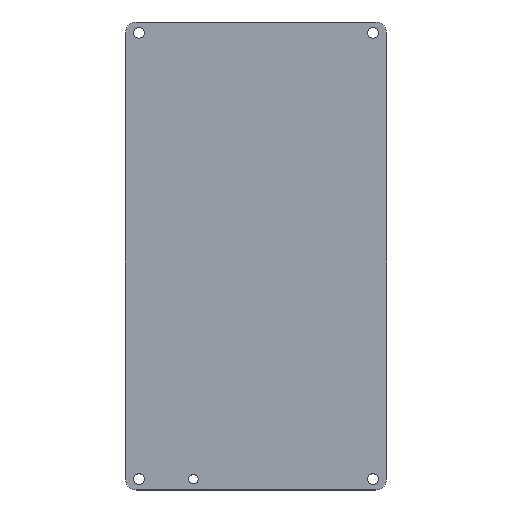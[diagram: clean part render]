
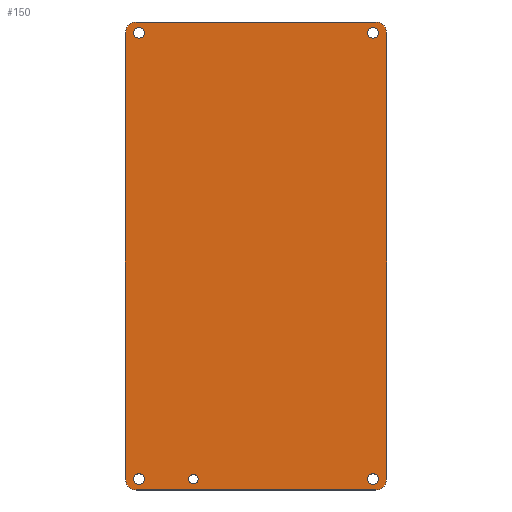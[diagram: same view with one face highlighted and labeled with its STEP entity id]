
A CAD part, top view. The second image highlights one B-rep face of the part: STEP entity #150.
In plain terms, the highlighted planar face has unit normal (0, 0, 1).
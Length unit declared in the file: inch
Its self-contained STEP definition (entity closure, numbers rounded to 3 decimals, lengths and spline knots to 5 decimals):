
#8 = CARTESIAN_POINT ( 'NONE',  ( -2.75, 5.375, 0. ) ) ;
#11 = CARTESIAN_POINT ( 'NONE',  ( -1.4375, -5.125, 0. ) ) ;
#12 = ORIENTED_EDGE ( 'NONE', *, *, #18, .T. ) ;
#16 = EDGE_LOOP ( 'NONE', ( #82 ) ) ;
#18 = EDGE_CURVE ( 'NONE', #145, #145, #275, .T. ) ;
#19 = DIRECTION ( 'NONE',  ( 1., 0., 0. ) ) ;
#22 = LINE ( 'NONE', #534, #542 ) ;
#26 = VERTEX_POINT ( 'NONE', #188 ) ;
#38 = EDGE_CURVE ( 'NONE', #408, #408, #87, .T. ) ;
#42 = VERTEX_POINT ( 'NONE', #143 ) ;
#45 = DIRECTION ( 'NONE',  ( 0., -1., 0. ) ) ;
#46 = ORIENTED_EDGE ( 'NONE', *, *, #467, .T. ) ;
#49 = EDGE_CURVE ( 'NONE', #250, #42, #22, .T. ) ;
#50 = DIRECTION ( 'NONE',  ( 0., 0., 1. ) ) ;
#57 = VERTEX_POINT ( 'NONE', #140 ) ;
#58 = AXIS2_PLACEMENT_3D ( 'NONE', #436, #85, #208 ) ;
#64 = CARTESIAN_POINT ( 'NONE',  ( -2.75, -5.375, 0. ) ) ;
#75 = CARTESIAN_POINT ( 'NONE',  ( 2.75, 5.375, 0. ) ) ;
#78 = LINE ( 'NONE', #240, #210 ) ;
#80 = VECTOR ( 'NONE', #45, 39.37008 ) ;
#82 = ORIENTED_EDGE ( 'NONE', *, *, #38, .T. ) ;
#83 = CARTESIAN_POINT ( 'NONE',  ( -2.75, 5.125, 0. ) ) ;
#85 = DIRECTION ( 'NONE',  ( 0., 0., -1. ) ) ;
#86 = ORIENTED_EDGE ( 'NONE', *, *, #126, .T. ) ;
#87 = CIRCLE ( 'NONE', #401, 0.125 ) ;
#96 = CARTESIAN_POINT ( 'NONE',  ( -3., 5.125, 0. ) ) ;
#98 = CARTESIAN_POINT ( 'NONE',  ( -2.5625, 5.125, 0. ) ) ;
#101 = CARTESIAN_POINT ( 'NONE',  ( -2.75, -5.125, 0. ) ) ;
#102 = CARTESIAN_POINT ( 'NONE',  ( 0., 0., 0. ) ) ;
#104 = CARTESIAN_POINT ( 'NONE',  ( 2.8125, 5.125, 0. ) ) ;
#105 = PLANE ( 'NONE',  #183 ) ;
#107 = CARTESIAN_POINT ( 'NONE',  ( -1.32838, -5.125, 0. ) ) ;
#109 = FACE_BOUND ( 'NONE', #289, .T. ) ;
#111 = AXIS2_PLACEMENT_3D ( 'NONE', #101, #310, #19 ) ;
#115 = AXIS2_PLACEMENT_3D ( 'NONE', #83, #195, #201 ) ;
#125 = CARTESIAN_POINT ( 'NONE',  ( 2.6875, -5.125, 0. ) ) ;
#126 = EDGE_CURVE ( 'NONE', #57, #134, #293, .T. ) ;
#127 = DIRECTION ( 'NONE',  ( 0., 0., 1. ) ) ;
#128 = EDGE_LOOP ( 'NONE', ( #335 ) ) ;
#134 = VERTEX_POINT ( 'NONE', #64 ) ;
#136 = DIRECTION ( 'NONE',  ( 1., 0., 0. ) ) ;
#140 = CARTESIAN_POINT ( 'NONE',  ( -3., -5.125, 0. ) ) ;
#143 = CARTESIAN_POINT ( 'NONE',  ( 3., 5.125, 0. ) ) ;
#145 = VERTEX_POINT ( 'NONE', #229 ) ;
#146 = FACE_BOUND ( 'NONE', #16, .T. ) ;
#147 = VERTEX_POINT ( 'NONE', #104 ) ;
#150 = ADVANCED_FACE ( 'NONE', ( #359, #109, #536, #146, #362, #490 ), #105, .T. ) ;
#153 = AXIS2_PLACEMENT_3D ( 'NONE', #125, #338, #294 ) ;
#167 = LINE ( 'NONE', #216, #499 ) ;
#175 = EDGE_CURVE ( 'NONE', #147, #147, #496, .T. ) ;
#180 = LINE ( 'NONE', #290, #80 ) ;
#181 = ORIENTED_EDGE ( 'NONE', *, *, #49, .T. ) ;
#183 = AXIS2_PLACEMENT_3D ( 'NONE', #102, #453, #449 ) ;
#188 = CARTESIAN_POINT ( 'NONE',  ( -2.5625, -5.125, 0. ) ) ;
#195 = DIRECTION ( 'NONE',  ( 0., 0., 1. ) ) ;
#201 = DIRECTION ( 'NONE',  ( 1., 0., 0. ) ) ;
#202 = ORIENTED_EDGE ( 'NONE', *, *, #382, .T. ) ;
#208 = DIRECTION ( 'NONE',  ( 1., 0., 0. ) ) ;
#210 = VECTOR ( 'NONE', #235, 39.37008 ) ;
#214 = DIRECTION ( 'NONE',  ( 0., 0., -1. ) ) ;
#216 = CARTESIAN_POINT ( 'NONE',  ( 0., 5.375, 0. ) ) ;
#222 = EDGE_CURVE ( 'NONE', #511, #515, #384, .T. ) ;
#229 = CARTESIAN_POINT ( 'NONE',  ( 2.8125, -5.125, 0. ) ) ;
#235 = DIRECTION ( 'NONE',  ( 1., 0., 0. ) ) ;
#240 = CARTESIAN_POINT ( 'NONE',  ( 0., -5.375, 0. ) ) ;
#243 = DIRECTION ( 'NONE',  ( 1., 0., 0. ) ) ;
#244 = ORIENTED_EDGE ( 'NONE', *, *, #541, .T. ) ;
#250 = VERTEX_POINT ( 'NONE', #377 ) ;
#252 = CARTESIAN_POINT ( 'NONE',  ( 2.75, 5.125, 0. ) ) ;
#253 = CARTESIAN_POINT ( 'NONE',  ( -2.6875, 5.125, 0. ) ) ;
#260 = VERTEX_POINT ( 'NONE', #75 ) ;
#261 = DIRECTION ( 'NONE',  ( 1., 0., 0. ) ) ;
#270 = DIRECTION ( 'NONE',  ( 0., 0., -1. ) ) ;
#275 = CIRCLE ( 'NONE', #153, 0.125 ) ;
#279 = AXIS2_PLACEMENT_3D ( 'NONE', #315, #329, #243 ) ;
#281 = ORIENTED_EDGE ( 'NONE', *, *, #451, .T. ) ;
#287 = CIRCLE ( 'NONE', #58, 0.125 ) ;
#289 = EDGE_LOOP ( 'NONE', ( #281 ) ) ;
#290 = CARTESIAN_POINT ( 'NONE',  ( -3., 0., 0. ) ) ;
#293 = CIRCLE ( 'NONE', #111, 0.25 ) ;
#294 = DIRECTION ( 'NONE',  ( 1., 0., 0. ) ) ;
#295 = EDGE_CURVE ( 'NONE', #134, #425, #78, .T. ) ;
#298 = ORIENTED_EDGE ( 'NONE', *, *, #295, .T. ) ;
#308 = AXIS2_PLACEMENT_3D ( 'NONE', #252, #50, #383 ) ;
#310 = DIRECTION ( 'NONE',  ( 0., 0., 1. ) ) ;
#315 = CARTESIAN_POINT ( 'NONE',  ( 2.6875, 5.125, 0. ) ) ;
#329 = DIRECTION ( 'NONE',  ( 0., 0., -1. ) ) ;
#333 = CIRCLE ( 'NONE', #491, 0.25 ) ;
#335 = ORIENTED_EDGE ( 'NONE', *, *, #175, .T. ) ;
#338 = DIRECTION ( 'NONE',  ( 0., 0., -1. ) ) ;
#359 = FACE_BOUND ( 'NONE', #461, .T. ) ;
#362 = FACE_BOUND ( 'NONE', #443, .T. ) ;
#377 = CARTESIAN_POINT ( 'NONE',  ( 3., -5.125, 0. ) ) ;
#382 = EDGE_CURVE ( 'NONE', #515, #57, #180, .T. ) ;
#383 = DIRECTION ( 'NONE',  ( 1., 0., 0. ) ) ;
#384 = CIRCLE ( 'NONE', #115, 0.25 ) ;
#401 = AXIS2_PLACEMENT_3D ( 'NONE', #253, #270, #446 ) ;
#408 = VERTEX_POINT ( 'NONE', #98 ) ;
#411 = DIRECTION ( 'NONE',  ( 0., 1., 0. ) ) ;
#416 = ORIENTED_EDGE ( 'NONE', *, *, #426, .T. ) ;
#425 = VERTEX_POINT ( 'NONE', #468 ) ;
#426 = EDGE_CURVE ( 'NONE', #26, #26, #287, .T. ) ;
#428 = DIRECTION ( 'NONE',  ( -1., 0., 0. ) ) ;
#436 = CARTESIAN_POINT ( 'NONE',  ( -2.6875, -5.125, 0. ) ) ;
#443 = EDGE_LOOP ( 'NONE', ( #12 ) ) ;
#446 = DIRECTION ( 'NONE',  ( 1., 0., 0. ) ) ;
#449 = DIRECTION ( 'NONE',  ( 1., 0., 0. ) ) ;
#451 = EDGE_CURVE ( 'NONE', #492, #492, #484, .T. ) ;
#452 = EDGE_LOOP ( 'NONE', ( #202, #86, #298, #244, #181, #46, #546, #472 ) ) ;
#453 = DIRECTION ( 'NONE',  ( 0., 0., 1. ) ) ;
#461 = EDGE_LOOP ( 'NONE', ( #416 ) ) ;
#463 = CIRCLE ( 'NONE', #308, 0.25 ) ;
#467 = EDGE_CURVE ( 'NONE', #42, #260, #463, .T. ) ;
#468 = CARTESIAN_POINT ( 'NONE',  ( 2.75, -5.375, 0. ) ) ;
#472 = ORIENTED_EDGE ( 'NONE', *, *, #222, .T. ) ;
#473 = AXIS2_PLACEMENT_3D ( 'NONE', #11, #214, #136 ) ;
#484 = CIRCLE ( 'NONE', #473, 0.10912 ) ;
#490 = FACE_OUTER_BOUND ( 'NONE', #452, .T. ) ;
#491 = AXIS2_PLACEMENT_3D ( 'NONE', #514, #127, #261 ) ;
#492 = VERTEX_POINT ( 'NONE', #107 ) ;
#496 = CIRCLE ( 'NONE', #279, 0.125 ) ;
#499 = VECTOR ( 'NONE', #428, 39.37008 ) ;
#511 = VERTEX_POINT ( 'NONE', #8 ) ;
#514 = CARTESIAN_POINT ( 'NONE',  ( 2.75, -5.125, 0. ) ) ;
#515 = VERTEX_POINT ( 'NONE', #96 ) ;
#528 = EDGE_CURVE ( 'NONE', #260, #511, #167, .T. ) ;
#534 = CARTESIAN_POINT ( 'NONE',  ( 3., 0., 0. ) ) ;
#536 = FACE_BOUND ( 'NONE', #128, .T. ) ;
#541 = EDGE_CURVE ( 'NONE', #425, #250, #333, .T. ) ;
#542 = VECTOR ( 'NONE', #411, 39.37008 ) ;
#546 = ORIENTED_EDGE ( 'NONE', *, *, #528, .T. ) ;
